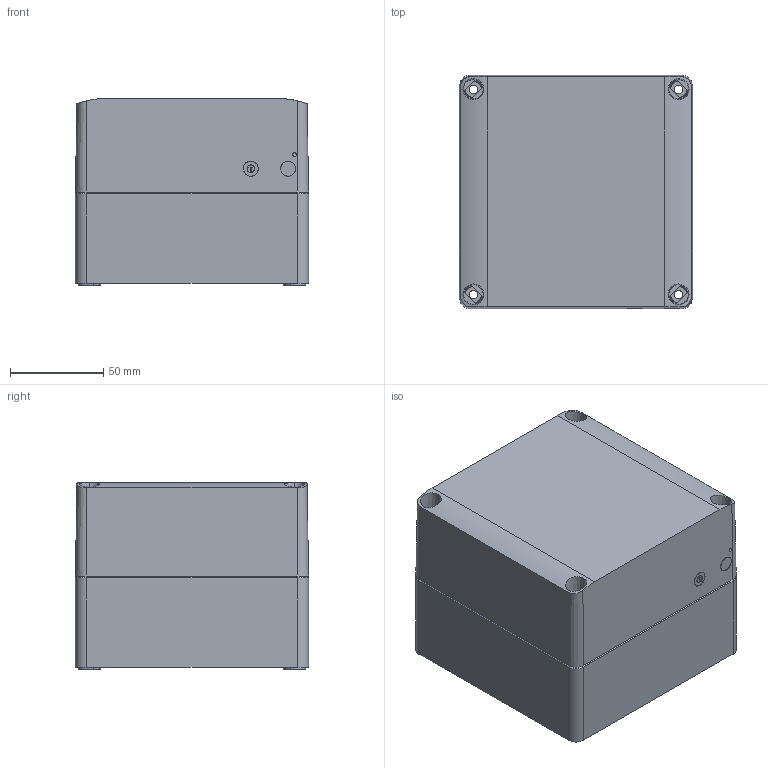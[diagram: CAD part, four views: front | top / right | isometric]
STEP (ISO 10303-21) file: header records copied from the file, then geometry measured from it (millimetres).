
FILE_DESCRIPTION((''),'2;1');
FILE_NAME('SPCP131310T_ASM','2008-12-08T',('pasi_koskela'),(''),'PRO/ENGINEER BY PARAMETRIC TECHNOLOGY CORPORATION, 2008250','PRO/ENGINEER BY PARAMETRIC TECHNOLOGY CORPORATION, 2008250','');
FILE_SCHEMA(('AUTOMOTIVE_DESIGN_CC2 { 1 2 10303 214 -1 1 5 2 }'));
Length unit declared in the file: millimetre
Products named in the file (3): SPCP131305B; SPCT131305L; SPCP131310T_ASM
Assembly tree (2 placements, depth 2):
  SPCP131310T_ASM
    SPCP131305B
    SPCT131305L
Bounding box: 125 x 125 x 100 mm (x, y, z)
Volume: 273884.2 mm3; surface area: 176793 mm2
Topology: 2 solids, 3 shells, 988 faces, 2599 edges, 1688 vertices
Faces by surface type: plane 601, cylinder 212, cone 107, bspline 48, torus 20
Entity records: 47134 total; most frequent: CARTESIAN_POINT 16704, ORIENTED_EDGE 5190, DIRECTION 4607, EDGE_CURVE 2595, PRESENTATION_STYLE_ASSIGNMENT 2059, STYLED_ITEM 2059, CURVE_STYLE 2058, VECTOR 1789
